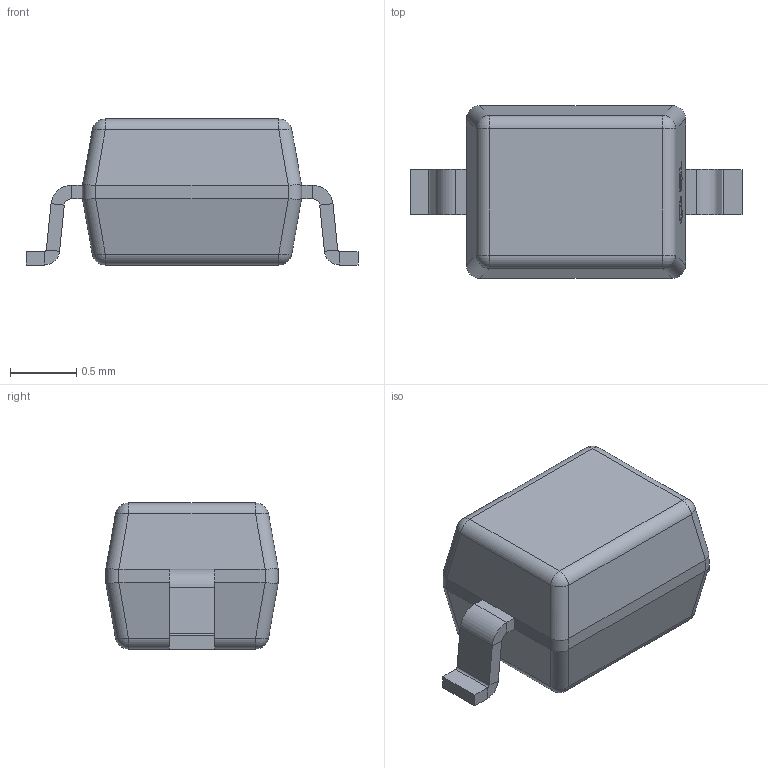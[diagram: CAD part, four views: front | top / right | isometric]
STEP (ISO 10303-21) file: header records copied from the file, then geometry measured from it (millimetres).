
FILE_DESCRIPTION (( 'STEP AP214' ), '1' );
FILE_NAME ('SOD-323_L1.7-W1.3-LS2.5-BI.step', '2022-07-26T10:56:26', ( '' ), ( '' ), 'SwSTEP 2.0', 'SolidWorks 2020', '' );
FILE_SCHEMA (( 'AUTOMOTIVE_DESIGN' ));
Length unit declared in the file: millimetre
Products named in the file (1): SOD-323_L1.7-W1.3-LS2.5-BI
Bounding box: 2.5 x 1.3 x 1.1 mm (x, y, z)
Volume: 2.1 mm3; surface area: 10.6 mm2
Topology: 14 solids, 14 shells, 376 faces, 959 edges, 618 vertices
Faces by surface type: plane 228, bspline 112, cylinder 28, sphere 8
Entity records: 16067 total; most frequent: CARTESIAN_POINT 4130, ORIENTED_EDGE 1918, DIRECTION 1277, EDGE_CURVE 959, VECTOR 667, LINE 667, VERTEX_POINT 618, EDGE_LOOP 395
